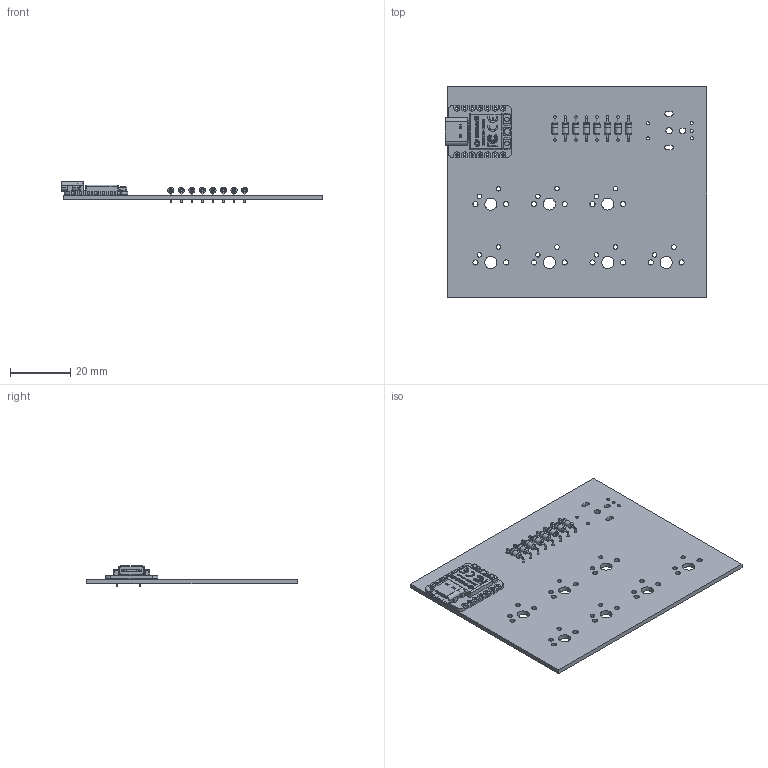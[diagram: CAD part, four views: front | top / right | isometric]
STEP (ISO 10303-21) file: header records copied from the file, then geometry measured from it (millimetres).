
FILE_DESCRIPTION(('KiCad electronic assembly'),'2;1');
FILE_NAME('pcb.step','2026-01-29T19:32:51',('Pcbnew'),('Kicad'), 'Open CASCADE STEP processor 7.9','KiCad to STEP converter','Unknown' );
FILE_SCHEMA(('AUTOMOTIVE_DESIGN { 1 0 10303 214 1 1 1 1 }'));
Length unit declared in the file: millimetre
Products named in the file (16): pcb 1; D_DO-35_SOD27_P7.62mm_Horizontal; Seeed+Studio+XIAO+RP2040; main; type-c v2; smd_button v3; SK6805-2.4x2.7 v1; Shell; DOUT; DIN; VSS; VDD; smd_button v3(Mirror); COMPOUND; Schematic.kicad_pcb_2_PCB
Assembly tree (22 placements, depth 5):
  pcb 1
    D_DO-35_SOD27_P7.62mm_Horizontal  x8
    Seeed+Studio+XIAO+RP2040
      main
        type-c v2
        smd_button v3
        SK6805-2.4x2.7 v1
          Shell
          DOUT
          DIN
          VSS
          VDD
        smd_button v3(Mirror)
        COMPOUND
      COMPOUND
    Schematic.kicad_pcb_2_PCB
Bounding box: 86.61 x 69.64 x 6.91 mm (x, y, z)
Volume: 9692 mm3; surface area: 15073.6 mm2
Topology: 100 solids, 100 shells, 1454 faces, 3577 edges, 2330 vertices
Faces by surface type: plane 899, cylinder 310, bspline 185, torus 44, sphere 10, cone 6
Full cylindrical faces by diameter (mm): 0.4 x1, 0.5 x26, 0.8 x30, 0.889 x14, 1 x5, 1.5 x16, 1.7 x14, 2 x17, 2.02 x8, 2.1 x1, 4 x7
Entity records: 43637 total; most frequent: CARTESIAN_POINT 9457, ORIENTED_EDGE 6802, DIRECTION 5981, EDGE_CURVE 3401, LINE 2469, VECTOR 2469, VERTEX_POINT 2232, AXIS2_PLACEMENT_3D 1756
